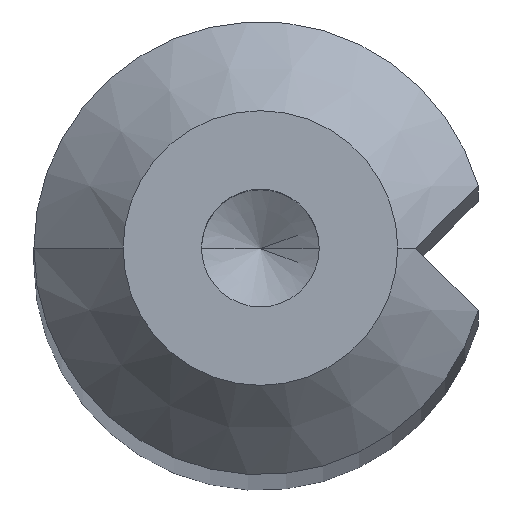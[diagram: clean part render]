
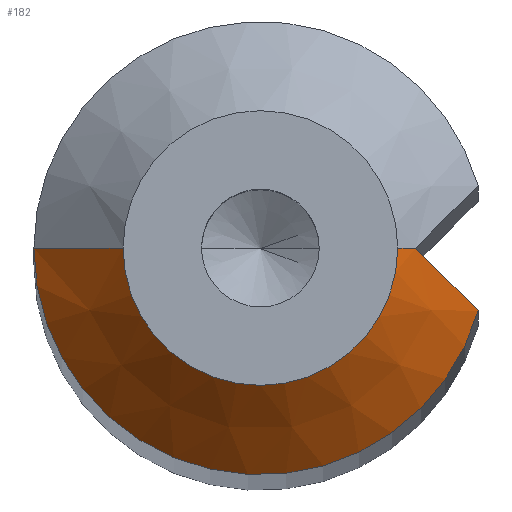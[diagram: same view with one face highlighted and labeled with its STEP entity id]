
A CAD part, top view. The second image highlights one B-rep face of the part: STEP entity #182.
In plain terms, the highlighted conical face has half-angle 45 degrees and reference radius 3.85 mm.
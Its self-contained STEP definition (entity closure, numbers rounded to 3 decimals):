
#3 = CARTESIAN_POINT ( 'NONE',  ( 4.956, -0.602, 125.863 ) ) ;
#9 = VERTEX_POINT ( 'NONE', #518 ) ;
#11 = AXIS2_PLACEMENT_3D ( 'NONE', #338, #82, #169 ) ;
#13 = DIRECTION ( 'NONE',  ( -0.707, 0., -0.707 ) ) ;
#20 = DIRECTION ( 'NONE',  ( 0.707, 0., -0.707 ) ) ;
#24 = ORIENTED_EDGE ( 'NONE', *, *, #176, .T. ) ;
#26 = FACE_OUTER_BOUND ( 'NONE', #264, .T. ) ;
#34 = VERTEX_POINT ( 'NONE', #519 ) ;
#41 = VECTOR ( 'NONE', #20, 1000. ) ;
#43 = ORIENTED_EDGE ( 'NONE', *, *, #163, .F. ) ;
#51 = CARTESIAN_POINT ( 'NONE',  ( 5.822, -1.468, 124.849 ) ) ;
#82 = DIRECTION ( 'NONE',  ( 0., 0., 1. ) ) ;
#91 = DIRECTION ( 'NONE',  ( -1., 0., 0. ) ) ;
#100 = CARTESIAN_POINT ( 'NONE',  ( 4.354, 0., 126.496 ) ) ;
#131 = AXIS2_PLACEMENT_3D ( 'NONE', #191, #448, #316 ) ;
#143 = CARTESIAN_POINT ( 'NONE',  ( 3.85, 0., 127. ) ) ;
#148 = AXIS2_PLACEMENT_3D ( 'NONE', #343, #510, #91 ) ;
#159 = ORIENTED_EDGE ( 'NONE', *, *, #162, .F. ) ;
#161 = ORIENTED_EDGE ( 'NONE', *, *, #300, .F. ) ;
#162 = EDGE_CURVE ( 'NONE', #224, #346, #172, .T. ) ;
#163 = EDGE_CURVE ( 'NONE', #9, #428, #466, .T. ) ;
#169 = DIRECTION ( 'NONE',  ( 1., 0., 0. ) ) ;
#172 = B_SPLINE_CURVE_WITH_KNOTS ( 'NONE', 3,
 ( #506, #256, #3, #212, #51, #207 ),
 .UNSPECIFIED., .F., .F.,
 ( 4, 2, 4 ),
 ( 0., 0.002, 0.003 ),
 .UNSPECIFIED. ) ;
#176 = EDGE_CURVE ( 'NONE', #9, #34, #213, .T. ) ;
#182 = ADVANCED_FACE ( 'NONE', ( #26 ), #242, .T. ) ;
#191 = CARTESIAN_POINT ( 'NONE',  ( 0., 0., 124.5 ) ) ;
#205 = CARTESIAN_POINT ( 'NONE',  ( 6.104, -1.75, 124.5 ) ) ;
#207 = CARTESIAN_POINT ( 'NONE',  ( 6.104, -1.75, 124.5 ) ) ;
#212 = CARTESIAN_POINT ( 'NONE',  ( 5.537, -1.183, 125.193 ) ) ;
#213 = LINE ( 'NONE', #420, #341 ) ;
#224 = VERTEX_POINT ( 'NONE', #100 ) ;
#242 = CONICAL_SURFACE ( 'NONE', #148, 3.85, 0.785 ) ;
#256 = CARTESIAN_POINT ( 'NONE',  ( 4.661, -0.307, 126.189 ) ) ;
#257 = ORIENTED_EDGE ( 'NONE', *, *, #306, .F. ) ;
#264 = EDGE_LOOP ( 'NONE', ( #257, #43, #24, #161, #159 ) ) ;
#300 = EDGE_CURVE ( 'NONE', #346, #34, #467, .T. ) ;
#306 = EDGE_CURVE ( 'NONE', #428, #224, #369, .T. ) ;
#316 = DIRECTION ( 'NONE',  ( 1., 0., 0. ) ) ;
#338 = CARTESIAN_POINT ( 'NONE',  ( 0., 0., 127. ) ) ;
#341 = VECTOR ( 'NONE', #13, 1000. ) ;
#343 = CARTESIAN_POINT ( 'NONE',  ( 0., 0., 127. ) ) ;
#346 = VERTEX_POINT ( 'NONE', #205 ) ;
#369 = LINE ( 'NONE', #143, #41 ) ;
#420 = CARTESIAN_POINT ( 'NONE',  ( -3.85, 0., 127. ) ) ;
#428 = VERTEX_POINT ( 'NONE', #464 ) ;
#448 = DIRECTION ( 'NONE',  ( 0., 0., -1. ) ) ;
#464 = CARTESIAN_POINT ( 'NONE',  ( 3.85, 0., 127. ) ) ;
#466 = CIRCLE ( 'NONE', #11, 3.85 ) ;
#467 = CIRCLE ( 'NONE', #131, 6.35 ) ;
#506 = CARTESIAN_POINT ( 'NONE',  ( 4.354, 0., 126.496 ) ) ;
#510 = DIRECTION ( 'NONE',  ( 0., 0., -1. ) ) ;
#518 = CARTESIAN_POINT ( 'NONE',  ( -3.85, 0., 127. ) ) ;
#519 = CARTESIAN_POINT ( 'NONE',  ( -6.35, 0., 124.5 ) ) ;
